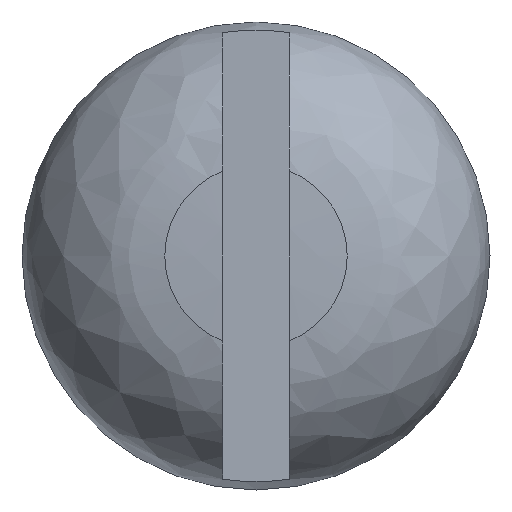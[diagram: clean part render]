
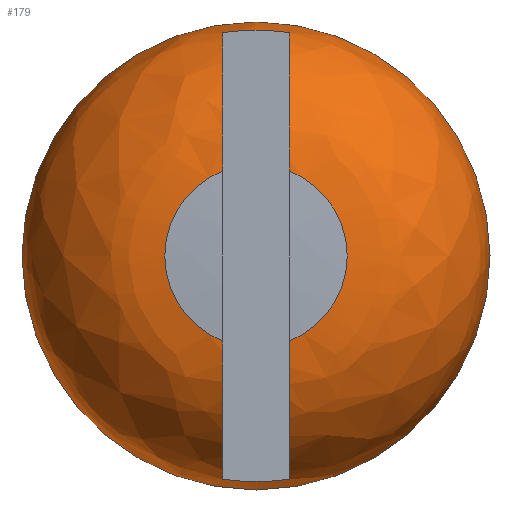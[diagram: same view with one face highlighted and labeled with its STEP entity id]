
A CAD part, left-side view. The second image highlights one B-rep face of the part: STEP entity #179.
In plain terms, the highlighted free-form (B-spline) face has degree [2, 2] with [3, 9] control points.
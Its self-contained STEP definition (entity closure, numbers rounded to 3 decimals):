
#17=(
BOUNDED_CURVE()
B_SPLINE_CURVE(2,(#390,#391,#392),.UNSPECIFIED.,.F.,.F.)
B_SPLINE_CURVE_WITH_KNOTS((3,3),(0.,0.343),
 .UNSPECIFIED.)
CURVE()
GEOMETRIC_REPRESENTATION_ITEM()
RATIONAL_B_SPLINE_CURVE((1.,0.939,0.905))
REPRESENTATION_ITEM('')
);
#18=(
BOUNDED_SURFACE()
B_SPLINE_SURFACE(2,2,((#360,#361,#362,#363,#364,#365,#366,#367,#368),(#369,
#370,#371,#372,#373,#374,#375,#376,#377),(#378,#379,#380,#381,#382,#383,
#384,#385,#386)),.UNSPECIFIED.,.F.,.T.,.F.)
B_SPLINE_SURFACE_WITH_KNOTS((3,3),(3,2,2,2,3),(-1.499,0.),
(-3.142,-1.571,0.,1.571,3.142),
 .UNSPECIFIED.)
GEOMETRIC_REPRESENTATION_ITEM()
RATIONAL_B_SPLINE_SURFACE(((1.,0.707,1.,0.707,1.,
0.707,1.,0.707,1.),(0.732,0.518,
0.732,0.518,0.732,0.518,
0.732,0.518,0.732),(1.,0.707,
1.,0.707,1.,0.707,1.,0.707,1.)))
REPRESENTATION_ITEM('')
SURFACE()
);
#23=B_SPLINE_CURVE_WITH_KNOTS('',3,(#304,#305,#306,#307,#308,#309,#310,
#311,#312,#313),.UNSPECIFIED.,.F.,.F.,(4,2,2,2,4),(-0.379,-0.365,
-0.279,-0.194,-0.12),.UNSPECIFIED.);
#24=B_SPLINE_CURVE_WITH_KNOTS('',3,(#317,#318,#319,#320,#321,#322,#323,
#324,#325,#326),.UNSPECIFIED.,.F.,.F.,(4,2,2,2,4),(0.12,0.194,
0.279,0.365,0.379),.UNSPECIFIED.);
#25=B_SPLINE_CURVE_WITH_KNOTS('',3,(#338,#339,#340,#341,#342,#343,#344,
#345,#346,#347),.UNSPECIFIED.,.F.,.F.,(4,2,2,2,4),(0.12,0.194,
0.279,0.365,0.379),.UNSPECIFIED.);
#26=B_SPLINE_CURVE_WITH_KNOTS('',3,(#350,#351,#352,#353,#354,#355,#356,
#357,#358,#359),.UNSPECIFIED.,.F.,.F.,(4,2,2,2,4),(-0.379,-0.365,
-0.279,-0.194,-0.12),.UNSPECIFIED.);
#46=FACE_OUTER_BOUND('',#61,.T.);
#61=EDGE_LOOP('',(#144,#145,#146,#147,#148,#149,#150,#151,#152,#153,#154,
#155,#156));
#76=CIRCLE('',#215,3.377);
#77=CIRCLE('',#216,3.377);
#78=CIRCLE('',#217,3.377);
#80=CIRCLE('',#220,3.5);
#81=CIRCLE('',#221,1.364);
#82=CIRCLE('',#222,1.364);
#83=CIRCLE('',#223,3.5);
#90=VERTEX_POINT('',#302);
#91=VERTEX_POINT('',#303);
#92=VERTEX_POINT('',#314);
#93=VERTEX_POINT('',#316);
#94=VERTEX_POINT('',#329);
#95=VERTEX_POINT('',#330);
#96=VERTEX_POINT('',#332);
#97=VERTEX_POINT('',#337);
#98=VERTEX_POINT('',#348);
#99=VERTEX_POINT('',#387);
#100=VERTEX_POINT('',#388);
#107=EDGE_CURVE('',#90,#91,#23,.T.);
#109=EDGE_CURVE('',#93,#92,#24,.T.);
#111=EDGE_CURVE('',#94,#95,#76,.T.);
#113=EDGE_CURVE('',#92,#96,#77,.T.);
#114=EDGE_CURVE('',#95,#90,#78,.T.);
#115=EDGE_CURVE('',#97,#94,#25,.T.);
#117=EDGE_CURVE('',#96,#98,#26,.T.);
#118=EDGE_CURVE('',#99,#100,#80,.T.);
#119=EDGE_CURVE('',#100,#95,#17,.T.);
#120=EDGE_CURVE('',#91,#93,#81,.T.);
#121=EDGE_CURVE('',#98,#97,#82,.T.);
#122=EDGE_CURVE('',#100,#99,#83,.T.);
#144=ORIENTED_EDGE('',*,*,#118,.T.);
#145=ORIENTED_EDGE('',*,*,#119,.T.);
#146=ORIENTED_EDGE('',*,*,#114,.T.);
#147=ORIENTED_EDGE('',*,*,#107,.T.);
#148=ORIENTED_EDGE('',*,*,#120,.T.);
#149=ORIENTED_EDGE('',*,*,#109,.T.);
#150=ORIENTED_EDGE('',*,*,#113,.T.);
#151=ORIENTED_EDGE('',*,*,#117,.T.);
#152=ORIENTED_EDGE('',*,*,#121,.T.);
#153=ORIENTED_EDGE('',*,*,#115,.T.);
#154=ORIENTED_EDGE('',*,*,#111,.T.);
#155=ORIENTED_EDGE('',*,*,#119,.F.);
#156=ORIENTED_EDGE('',*,*,#122,.T.);
#179=ADVANCED_FACE('',(#46),#18,.F.);
#215=AXIS2_PLACEMENT_3D('',#331,#254,#255);
#216=AXIS2_PLACEMENT_3D('',#334,#257,#258);
#217=AXIS2_PLACEMENT_3D('',#335,#259,#260);
#220=AXIS2_PLACEMENT_3D('',#389,#265,#266);
#221=AXIS2_PLACEMENT_3D('',#393,#267,#268);
#222=AXIS2_PLACEMENT_3D('',#394,#269,#270);
#223=AXIS2_PLACEMENT_3D('',#395,#271,#272);
#254=DIRECTION('center_axis',(1.,0.,0.));
#255=DIRECTION('ref_axis',(0.,0.,-1.));
#257=DIRECTION('center_axis',(1.,0.,0.));
#258=DIRECTION('ref_axis',(0.,0.,-1.));
#259=DIRECTION('center_axis',(1.,0.,0.));
#260=DIRECTION('ref_axis',(0.,0.,-1.));
#265=DIRECTION('center_axis',(-1.,0.,0.));
#266=DIRECTION('ref_axis',(0.,-1.,0.));
#267=DIRECTION('center_axis',(1.,0.,0.));
#268=DIRECTION('ref_axis',(0.,-1.,0.));
#269=DIRECTION('center_axis',(1.,0.,0.));
#270=DIRECTION('ref_axis',(0.,-1.,0.));
#271=DIRECTION('center_axis',(-1.,0.,0.));
#272=DIRECTION('ref_axis',(0.,-1.,0.));
#302=CARTESIAN_POINT('',(-1.127,-0.5,3.339));
#303=CARTESIAN_POINT('',(-2.678,-0.5,1.269));
#304=CARTESIAN_POINT('Ctrl Pts',(-1.127,-0.5,3.339));
#305=CARTESIAN_POINT('Ctrl Pts',(-1.174,-0.5,3.323));
#306=CARTESIAN_POINT('Ctrl Pts',(-1.219,-0.5,3.306));
#307=CARTESIAN_POINT('Ctrl Pts',(-1.526,-0.5,3.177));
#308=CARTESIAN_POINT('Ctrl Pts',(-1.81,-0.5,2.985));
#309=CARTESIAN_POINT('Ctrl Pts',(-2.21,-0.5,2.579));
#310=CARTESIAN_POINT('Ctrl Pts',(-2.397,-0.5,2.293));
#311=CARTESIAN_POINT('Ctrl Pts',(-2.597,-0.5,1.803));
#312=CARTESIAN_POINT('Ctrl Pts',(-2.661,-0.5,1.527));
#313=CARTESIAN_POINT('Ctrl Pts',(-2.678,-0.5,1.269));
#314=CARTESIAN_POINT('',(-1.127,-0.5,-3.339));
#316=CARTESIAN_POINT('',(-2.678,-0.5,-1.269));
#317=CARTESIAN_POINT('Ctrl Pts',(-2.678,-0.5,-1.269));
#318=CARTESIAN_POINT('Ctrl Pts',(-2.661,-0.5,-1.527));
#319=CARTESIAN_POINT('Ctrl Pts',(-2.597,-0.5,-1.803));
#320=CARTESIAN_POINT('Ctrl Pts',(-2.397,-0.5,-2.293));
#321=CARTESIAN_POINT('Ctrl Pts',(-2.21,-0.5,-2.579));
#322=CARTESIAN_POINT('Ctrl Pts',(-1.81,-0.5,-2.985));
#323=CARTESIAN_POINT('Ctrl Pts',(-1.526,-0.5,-3.177));
#324=CARTESIAN_POINT('Ctrl Pts',(-1.219,-0.5,-3.306));
#325=CARTESIAN_POINT('Ctrl Pts',(-1.174,-0.5,-3.323));
#326=CARTESIAN_POINT('Ctrl Pts',(-1.127,-0.5,-3.339));
#329=CARTESIAN_POINT('',(-1.127,0.5,3.339));
#330=CARTESIAN_POINT('',(-1.127,0.,3.377));
#331=CARTESIAN_POINT('Origin',(-1.127,0.,0.));
#332=CARTESIAN_POINT('',(-1.127,0.5,-3.339));
#334=CARTESIAN_POINT('Origin',(-1.127,0.,0.));
#335=CARTESIAN_POINT('Origin',(-1.127,0.,0.));
#337=CARTESIAN_POINT('',(-2.678,0.5,1.269));
#338=CARTESIAN_POINT('Ctrl Pts',(-2.678,0.5,1.269));
#339=CARTESIAN_POINT('Ctrl Pts',(-2.661,0.5,1.527));
#340=CARTESIAN_POINT('Ctrl Pts',(-2.597,0.5,1.803));
#341=CARTESIAN_POINT('Ctrl Pts',(-2.397,0.5,2.293));
#342=CARTESIAN_POINT('Ctrl Pts',(-2.21,0.5,2.579));
#343=CARTESIAN_POINT('Ctrl Pts',(-1.81,0.5,2.985));
#344=CARTESIAN_POINT('Ctrl Pts',(-1.526,0.5,3.177));
#345=CARTESIAN_POINT('Ctrl Pts',(-1.219,0.5,3.306));
#346=CARTESIAN_POINT('Ctrl Pts',(-1.174,0.5,3.323));
#347=CARTESIAN_POINT('Ctrl Pts',(-1.127,0.5,3.339));
#348=CARTESIAN_POINT('',(-2.678,0.5,-1.269));
#350=CARTESIAN_POINT('Ctrl Pts',(-1.127,0.5,-3.339));
#351=CARTESIAN_POINT('Ctrl Pts',(-1.174,0.5,-3.323));
#352=CARTESIAN_POINT('Ctrl Pts',(-1.219,0.5,-3.306));
#353=CARTESIAN_POINT('Ctrl Pts',(-1.526,0.5,-3.177));
#354=CARTESIAN_POINT('Ctrl Pts',(-1.81,0.5,-2.985));
#355=CARTESIAN_POINT('Ctrl Pts',(-2.21,0.5,-2.579));
#356=CARTESIAN_POINT('Ctrl Pts',(-2.397,0.5,-2.293));
#357=CARTESIAN_POINT('Ctrl Pts',(-2.597,0.5,-1.803));
#358=CARTESIAN_POINT('Ctrl Pts',(-2.661,0.5,-1.527));
#359=CARTESIAN_POINT('Ctrl Pts',(-2.678,0.5,-1.269));
#360=CARTESIAN_POINT('Ctrl Pts',(-2.678,0.,
1.364));
#361=CARTESIAN_POINT('Ctrl Pts',(-2.678,-1.364,1.364));
#362=CARTESIAN_POINT('Ctrl Pts',(-2.678,-1.364,0.));
#363=CARTESIAN_POINT('Ctrl Pts',(-2.678,-1.364,-1.364));
#364=CARTESIAN_POINT('Ctrl Pts',(-2.678,0.,
-1.364));
#365=CARTESIAN_POINT('Ctrl Pts',(-2.678,1.364,-1.364));
#366=CARTESIAN_POINT('Ctrl Pts',(-2.678,1.364,0.));
#367=CARTESIAN_POINT('Ctrl Pts',(-2.678,1.364,1.364));
#368=CARTESIAN_POINT('Ctrl Pts',(-2.678,0.,
1.364));
#369=CARTESIAN_POINT('Ctrl Pts',(-2.525,0.,
3.5));
#370=CARTESIAN_POINT('Ctrl Pts',(-2.525,-3.5,3.5));
#371=CARTESIAN_POINT('Ctrl Pts',(-2.525,-3.5,0.));
#372=CARTESIAN_POINT('Ctrl Pts',(-2.525,-3.5,-3.5));
#373=CARTESIAN_POINT('Ctrl Pts',(-2.525,0.,
-3.5));
#374=CARTESIAN_POINT('Ctrl Pts',(-2.525,3.5,-3.5));
#375=CARTESIAN_POINT('Ctrl Pts',(-2.525,3.5,0.));
#376=CARTESIAN_POINT('Ctrl Pts',(-2.525,3.5,3.5));
#377=CARTESIAN_POINT('Ctrl Pts',(-2.525,0.,
3.5));
#378=CARTESIAN_POINT('Ctrl Pts',(-0.384,0.,
3.5));
#379=CARTESIAN_POINT('Ctrl Pts',(-0.384,-3.5,3.5));
#380=CARTESIAN_POINT('Ctrl Pts',(-0.384,-3.5,0.));
#381=CARTESIAN_POINT('Ctrl Pts',(-0.384,-3.5,-3.5));
#382=CARTESIAN_POINT('Ctrl Pts',(-0.384,0.,
-3.5));
#383=CARTESIAN_POINT('Ctrl Pts',(-0.384,3.5,-3.5));
#384=CARTESIAN_POINT('Ctrl Pts',(-0.384,3.5,0.));
#385=CARTESIAN_POINT('Ctrl Pts',(-0.384,3.5,3.5));
#386=CARTESIAN_POINT('Ctrl Pts',(-0.384,0.,
3.5));
#387=CARTESIAN_POINT('',(-0.384,3.5,0.));
#388=CARTESIAN_POINT('',(-0.384,0.,3.5));
#389=CARTESIAN_POINT('Origin',(-0.384,0.,0.));
#390=CARTESIAN_POINT('Ctrl Pts',(-0.384,0.,
3.5));
#391=CARTESIAN_POINT('Ctrl Pts',(-0.766,0.,
3.5));
#392=CARTESIAN_POINT('Ctrl Pts',(-1.127,0.,3.377));
#393=CARTESIAN_POINT('Origin',(-2.678,0.,0.));
#394=CARTESIAN_POINT('Origin',(-2.678,0.,0.));
#395=CARTESIAN_POINT('Origin',(-0.384,0.,0.));
